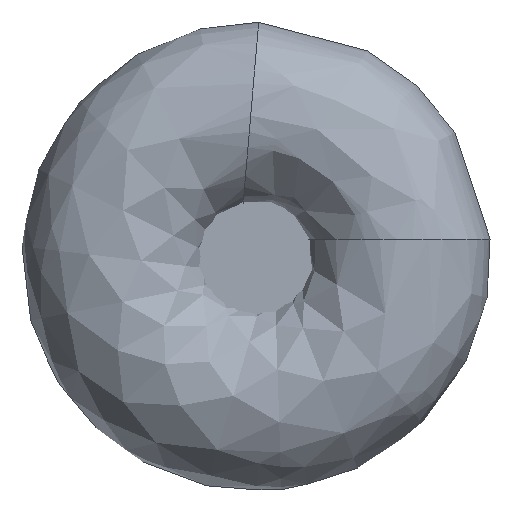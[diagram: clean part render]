
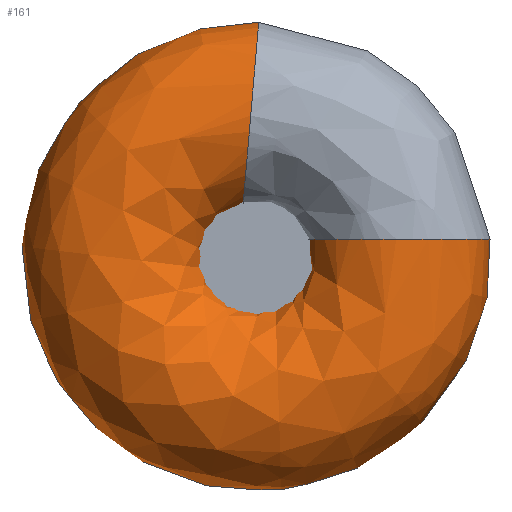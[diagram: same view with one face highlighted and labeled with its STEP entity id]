
A CAD part, left-side view. The second image highlights one B-rep face of the part: STEP entity #161.
In plain terms, the highlighted free-form (B-spline) face has degree [3, 3] with [7, 7] control points.
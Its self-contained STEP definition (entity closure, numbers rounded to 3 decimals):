
#161=ADVANCED_FACE('',(#178,#179),#176,.F.);
#176=(
BOUNDED_SURFACE()
B_SPLINE_SURFACE(3,3,((#389,#390,#391,#392,#393,#394,#395),(#396,#397,#398,
#399,#400,#401,#402),(#403,#404,#405,#406,#407,#408,#409),(#410,#411,#412,
#413,#414,#415,#416),(#417,#418,#419,#420,#421,#422,#423),(#424,#425,#426,
#427,#428,#429,#430),(#431,#432,#433,#434,#435,#436,#437)),
 .UNSPECIFIED.,.T.,.F.,.F.)
B_SPLINE_SURFACE_WITH_KNOTS((1,3,3,3,1),(4,3,4),(-0.5,0.,0.5,1.,1.5),(0.,
0.5,1.),.UNSPECIFIED.)
GEOMETRIC_REPRESENTATION_ITEM()
RATIONAL_B_SPLINE_SURFACE(((1.,0.575,0.575,1.,0.575,
0.575,1.),(0.333,0.192,0.192,
0.333,0.192,0.192,0.333),
(0.333,0.192,0.192,0.333,
0.192,0.192,0.333),(1.,0.575,
0.575,1.,0.575,0.575,1.),(0.333,
0.192,0.192,0.333,0.192,
0.192,0.333),(0.333,0.192,
0.192,0.333,0.192,0.192,
0.333),(1.,0.575,0.575,1.,0.575,
0.575,1.)))
REPRESENTATION_ITEM('')
SURFACE()
);
#178=FACE_BOUND('',#204,.T.);
#179=FACE_BOUND('',#205,.T.);
#204=EDGE_LOOP('',(#232));
#205=EDGE_LOOP('',(#233));
#232=ORIENTED_EDGE('',*,*,#274,.T.);
#233=ORIENTED_EDGE('',*,*,#275,.F.);
#260=VERTEX_POINT('',#386);
#261=VERTEX_POINT('',#388);
#274=EDGE_CURVE('',#260,#260,#288,.T.);
#275=EDGE_CURVE('',#261,#261,#289,.T.);
#288=CIRCLE('',#303,8.);
#289=CIRCLE('',#304,8.);
#303=AXIS2_PLACEMENT_3D('',#385,#331,#332);
#304=AXIS2_PLACEMENT_3D('',#387,#333,#334);
#331=DIRECTION('',(0.,0.996,0.086));
#332=DIRECTION('',(1.,0.,0.));
#333=DIRECTION('',(0.,0.,1.));
#334=DIRECTION('',(1.,0.,0.));
#385=CARTESIAN_POINT('',(8.,0.471,12.028));
#386=CARTESIAN_POINT('',(16.,0.471,12.028));
#387=CARTESIAN_POINT('',(8.,-11.944,1.5));
#388=CARTESIAN_POINT('',(16.,-11.944,1.5));
#389=CARTESIAN_POINT('',(16.,-11.944,1.5));
#390=CARTESIAN_POINT('',(16.,-13.564,-11.4));
#391=CARTESIAN_POINT('',(16.,-2.13,-17.59));
#392=CARTESIAN_POINT('',(16.,7.786,-9.181));
#393=CARTESIAN_POINT('',(16.,17.702,-0.771));
#394=CARTESIAN_POINT('',(16.,13.462,11.52));
#395=CARTESIAN_POINT('',(16.,0.471,12.028));
#396=CARTESIAN_POINT('',(16.,4.056,1.5));
#397=CARTESIAN_POINT('',(16.,2.436,5.881));
#398=CARTESIAN_POINT('',(16.,-2.234,5.961));
#399=CARTESIAN_POINT('',(16.,-4.003,1.637));
#400=CARTESIAN_POINT('',(16.,-5.771,-2.686));
#401=CARTESIAN_POINT('',(16.,-2.384,-5.903));
#402=CARTESIAN_POINT('',(16.,1.842,-3.913));
#403=CARTESIAN_POINT('',(0.,4.056,1.5));
#404=CARTESIAN_POINT('',(0.,2.436,5.881));
#405=CARTESIAN_POINT('',(0.,-2.234,5.961));
#406=CARTESIAN_POINT('',(0.,-4.003,1.637));
#407=CARTESIAN_POINT('',(0.,-5.771,-2.686));
#408=CARTESIAN_POINT('',(0.,-2.384,-5.903));
#409=CARTESIAN_POINT('',(0.,1.842,-3.913));
#410=CARTESIAN_POINT('',(0.,-11.944,1.5));
#411=CARTESIAN_POINT('',(0.,-13.564,-11.4));
#412=CARTESIAN_POINT('',(0.,-2.13,-17.59));
#413=CARTESIAN_POINT('',(0.,7.786,-9.181));
#414=CARTESIAN_POINT('',(0.,17.702,-0.771));
#415=CARTESIAN_POINT('',(0.,13.462,11.52));
#416=CARTESIAN_POINT('',(0.,0.471,12.028));
#417=CARTESIAN_POINT('',(0.,-27.944,1.5));
#418=CARTESIAN_POINT('',(0.,-29.564,-28.682));
#419=CARTESIAN_POINT('',(0.,-2.026,-41.141));
#420=CARTESIAN_POINT('',(0.,19.574,-19.999));
#421=CARTESIAN_POINT('',(0.,41.175,1.144));
#422=CARTESIAN_POINT('',(0.,29.309,28.942));
#423=CARTESIAN_POINT('',(0.,-0.901,27.969));
#424=CARTESIAN_POINT('',(16.,-27.944,1.5));
#425=CARTESIAN_POINT('',(16.,-29.564,-28.682));
#426=CARTESIAN_POINT('',(16.,-2.026,-41.141));
#427=CARTESIAN_POINT('',(16.,19.574,-19.999));
#428=CARTESIAN_POINT('',(16.,41.175,1.144));
#429=CARTESIAN_POINT('',(16.,29.309,28.942));
#430=CARTESIAN_POINT('',(16.,-0.901,27.969));
#431=CARTESIAN_POINT('',(16.,-11.944,1.5));
#432=CARTESIAN_POINT('',(16.,-13.564,-11.4));
#433=CARTESIAN_POINT('',(16.,-2.13,-17.59));
#434=CARTESIAN_POINT('',(16.,7.786,-9.181));
#435=CARTESIAN_POINT('',(16.,17.702,-0.771));
#436=CARTESIAN_POINT('',(16.,13.462,11.52));
#437=CARTESIAN_POINT('',(16.,0.471,12.028));
